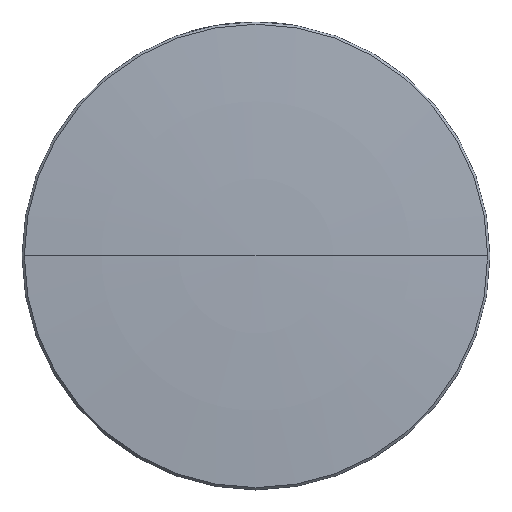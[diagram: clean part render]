
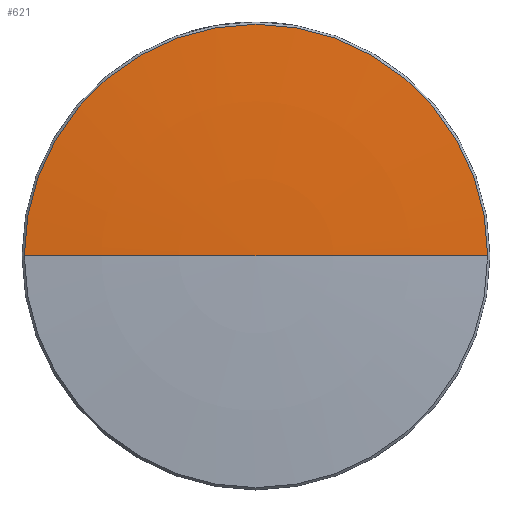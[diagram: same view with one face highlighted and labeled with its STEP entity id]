
A CAD part, top view. The second image highlights one B-rep face of the part: STEP entity #621.
In plain terms, the highlighted toroidal (fillet/blend) face has major radius 0.052 mm and minor radius 345.06 mm.
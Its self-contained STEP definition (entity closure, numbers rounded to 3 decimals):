
#191 = AXIS2_PLACEMENT_3D ( 'NONE', #1682, #1887, #2043 ) ;
#232 = CARTESIAN_POINT ( 'NONE',  ( 0.053, 0., -343.09 ) ) ;
#234 = TOROIDAL_SURFACE ( 'NONE', #191, -0.053, 345.06 ) ;
#390 = ORIENTED_EDGE ( 'NONE', *, *, #2060, .F. ) ;
#428 = CIRCLE ( 'NONE', #1772, 345.06 ) ;
#484 = CIRCLE ( 'NONE', #616, 345.06 ) ;
#528 = CARTESIAN_POINT ( 'NONE',  ( 0., 0., 1.048 ) ) ;
#616 = AXIS2_PLACEMENT_3D ( 'NONE', #1988, #870, #1273 ) ;
#621 = ADVANCED_FACE ( 'NONE', ( #1804 ), #234, .T. ) ;
#730 = EDGE_LOOP ( 'NONE', ( #1414, #1390, #390 ) ) ;
#870 = DIRECTION ( 'NONE',  ( 0., -1., 0. ) ) ;
#973 = DIRECTION ( 'NONE',  ( 0., 1., 0. ) ) ;
#1273 = DIRECTION ( 'NONE',  ( 0., 0., -1. ) ) ;
#1317 = DIRECTION ( 'NONE',  ( -1., 0., 0. ) ) ;
#1390 = ORIENTED_EDGE ( 'NONE', *, *, #2173, .T. ) ;
#1414 = ORIENTED_EDGE ( 'NONE', *, *, #2273, .T. ) ;
#1451 = DIRECTION ( 'NONE',  ( 0., 0., 1. ) ) ;
#1682 = CARTESIAN_POINT ( 'NONE',  ( 0., 0., -343.09 ) ) ;
#1772 = AXIS2_PLACEMENT_3D ( 'NONE', #232, #973, #1317 ) ;
#1783 = VERTEX_POINT ( 'NONE', #1806 ) ;
#1804 = FACE_OUTER_BOUND ( 'NONE', #730, .T. ) ;
#1806 = CARTESIAN_POINT ( 'NONE',  ( -25.151, 0., 1.048 ) ) ;
#1810 = VERTEX_POINT ( 'NONE', #2178 ) ;
#1841 = VERTEX_POINT ( 'NONE', #1918 ) ;
#1887 = DIRECTION ( 'NONE',  ( 0., 0., 1. ) ) ;
#1893 = CIRCLE ( 'NONE', #2264, 25.151 ) ;
#1918 = CARTESIAN_POINT ( 'NONE',  ( 0., 0., 1.97 ) ) ;
#1988 = CARTESIAN_POINT ( 'NONE',  ( -0.053, 0., -343.09 ) ) ;
#2043 = DIRECTION ( 'NONE',  ( 1., 0., 0. ) ) ;
#2060 = EDGE_CURVE ( 'NONE', #1810, #1841, #484, .T. ) ;
#2173 = EDGE_CURVE ( 'NONE', #1783, #1841, #428, .T. ) ;
#2178 = CARTESIAN_POINT ( 'NONE',  ( 25.151, 0., 1.048 ) ) ;
#2196 = DIRECTION ( 'NONE',  ( -1., 0., 0. ) ) ;
#2264 = AXIS2_PLACEMENT_3D ( 'NONE', #528, #1451, #2196 ) ;
#2273 = EDGE_CURVE ( 'NONE', #1810, #1783, #1893, .T. ) ;
